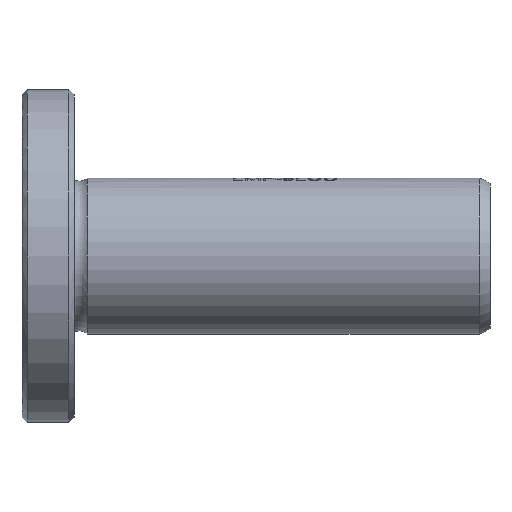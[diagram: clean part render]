
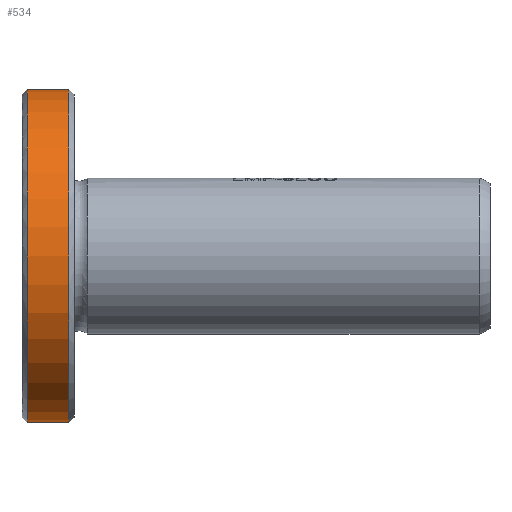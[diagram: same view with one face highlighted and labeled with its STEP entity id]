
A CAD part, front view. The second image highlights one B-rep face of the part: STEP entity #534.
In plain terms, the highlighted cylindrical face has radius 16 mm (diameter 32 mm), a full revolution.
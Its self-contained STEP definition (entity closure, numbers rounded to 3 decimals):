
#490=CYLINDRICAL_SURFACE('',#6082,16.);
#534=ADVANCED_FACE('',(#1595,#1596),#490,.T.);
#1083=CIRCLE('',#6072,16.);
#1084=CIRCLE('',#6073,16.);
#1085=CIRCLE('',#6080,16.);
#1086=CIRCLE('',#6081,16.);
#1595=FACE_BOUND('',#1706,.T.);
#1596=FACE_BOUND('',#1707,.T.);
#1706=EDGE_LOOP('',(#2335,#2336));
#1707=EDGE_LOOP('',(#2337,#2338));
#2335=ORIENTED_EDGE('',*,*,#4519,.T.);
#2336=ORIENTED_EDGE('',*,*,#4520,.T.);
#2337=ORIENTED_EDGE('',*,*,#4529,.F.);
#2338=ORIENTED_EDGE('',*,*,#4530,.F.);
#3949=VERTEX_POINT('',#8964);
#3950=VERTEX_POINT('',#8965);
#3959=VERTEX_POINT('',#9062);
#3960=VERTEX_POINT('',#9063);
#4519=EDGE_CURVE('',#3949,#3950,#1083,.T.);
#4520=EDGE_CURVE('',#3950,#3949,#1084,.T.);
#4529=EDGE_CURVE('',#3959,#3960,#1085,.T.);
#4530=EDGE_CURVE('',#3960,#3959,#1086,.T.);
#6072=AXIS2_PLACEMENT_3D('',#8963,#6561,#6562);
#6073=AXIS2_PLACEMENT_3D('',#8966,#6563,#6564);
#6080=AXIS2_PLACEMENT_3D('',#9061,#6577,#6578);
#6081=AXIS2_PLACEMENT_3D('',#9064,#6579,#6580);
#6082=AXIS2_PLACEMENT_3D('',#9065,#6581,#6582);
#6561=DIRECTION('',(1.,0.,0.));
#6562=DIRECTION('',(0.,0.,-1.));
#6563=DIRECTION('',(1.,0.,0.));
#6564=DIRECTION('',(0.,0.,-1.));
#6577=DIRECTION('',(1.,0.,0.));
#6578=DIRECTION('',(0.,0.,1.));
#6579=DIRECTION('',(1.,0.,0.));
#6580=DIRECTION('',(0.,0.,1.));
#6581=DIRECTION('',(1.,0.,0.));
#6582=DIRECTION('',(0.,0.,-1.));
#8963=CARTESIAN_POINT('',(0.5,0.,0.));
#8964=CARTESIAN_POINT('',(0.5,0.,-16.));
#8965=CARTESIAN_POINT('',(0.5,0.,16.));
#8966=CARTESIAN_POINT('',(0.5,0.,0.));
#9061=CARTESIAN_POINT('',(4.5,0.,0.));
#9062=CARTESIAN_POINT('',(4.5,0.,16.));
#9063=CARTESIAN_POINT('',(4.5,0.,-16.));
#9064=CARTESIAN_POINT('',(4.5,0.,0.));
#9065=CARTESIAN_POINT('',(0.5,0.,0.));
